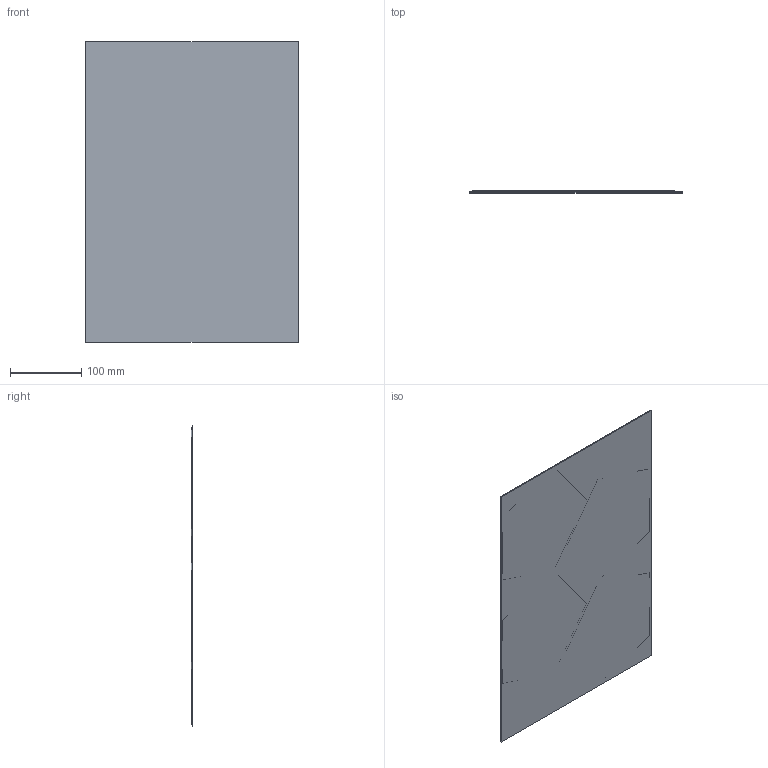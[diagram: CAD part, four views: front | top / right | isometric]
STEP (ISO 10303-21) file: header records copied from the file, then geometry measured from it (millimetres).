
FILE_DESCRIPTION(/* description */ (''),/* implementation_level */ '2;1');
FILE_NAME(/* name */ 'CorteLaser.stp',/* time_stamp */ '2024-05-15T06:43:25+02:00',/* author */ ('sergi'),/* organization */ (''),/* preprocessor_version */ 'ST-DEVELOPER v19.2',/* originating_system */ 'Autodesk Inventor 2024',/* authorisation */ '');
FILE_SCHEMA (('AUTOMOTIVE_DESIGN { 1 0 10303 214 3 1 1 }'));
Length unit declared in the file: millimetre
Products named in the file (3): CorteLaser; Plancha; Pentagono
Assembly tree (5 placements, depth 2):
  CorteLaser
    Plancha
    Pentagono  x4
Bounding box: 297 x 2.4 x 420 mm (x, y, z)
Volume: 245706.9 mm3; surface area: 413820.1 mm2
Topology: 5 solids, 5 shells, 34 faces, 72 edges, 48 vertices
Faces by surface type: plane 34
Entity records: 490 total; most frequent: DIRECTION 71, CARTESIAN_POINT 67, ORIENTED_EDGE 54, LINE 27, VECTOR 27, EDGE_CURVE 27, AXIS2_PLACEMENT_3D 22, VERTEX_POINT 18
